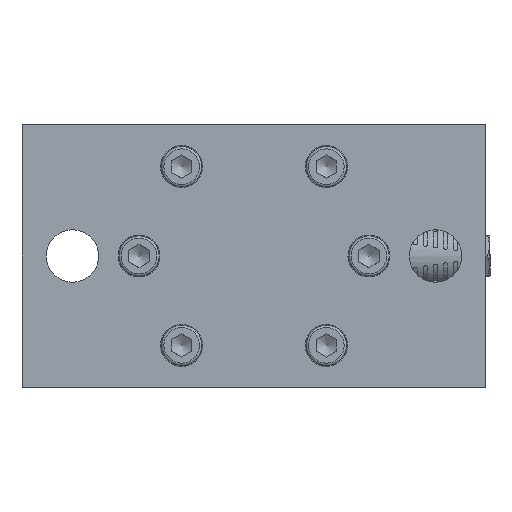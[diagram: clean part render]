
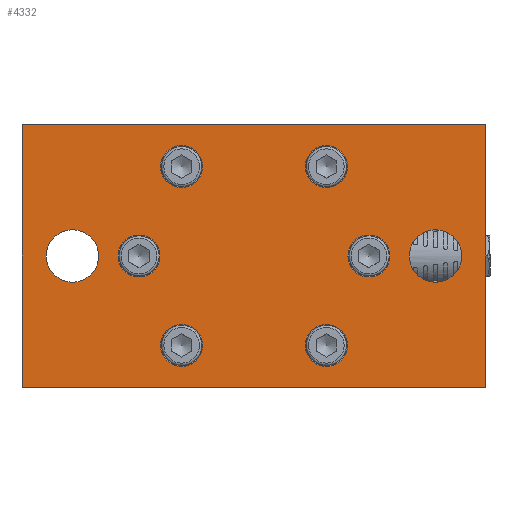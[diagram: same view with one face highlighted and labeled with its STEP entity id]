
A CAD part, left-side view. The second image highlights one B-rep face of the part: STEP entity #4332.
In plain terms, the highlighted face is planar.
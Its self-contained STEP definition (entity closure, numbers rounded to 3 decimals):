
#3416=CARTESIAN_POINT('',(-38.5,0.0,15.0));
#3417=VERTEX_POINT('',#3416);
#3418=CARTESIAN_POINT('',(-45.,0.0,15.0));
#3419=DIRECTION('',(0.0,0.0,-1.0));
#3420=DIRECTION('',(1.0,0.0,0.0));
#3421=AXIS2_PLACEMENT_3D('',#3418,#3419,#3420);
#3422=CIRCLE('',#3421,6.5);
#3423=EDGE_CURVE('',#3417,#3417,#3422,.T.);
#3465=CARTESIAN_POINT('',(51.5,0.,15.0));
#3466=VERTEX_POINT('',#3465);
#3467=CARTESIAN_POINT('',(45.,0.,15.0));
#3468=DIRECTION('',(0.0,0.0,-1.0));
#3469=DIRECTION('',(1.0,0.0,0.0));
#3470=AXIS2_PLACEMENT_3D('',#3467,#3468,#3469);
#3471=CIRCLE('',#3470,6.5);
#3472=EDGE_CURVE('',#3466,#3466,#3471,.T.);
#3531=CARTESIAN_POINT('',(-23.3,0.,15.0));
#3532=VERTEX_POINT('',#3531);
#3533=CARTESIAN_POINT('',(-28.5,0.,15.0));
#3534=DIRECTION('',(0.0,0.0,-1.0));
#3535=DIRECTION('',(1.0,0.0,0.0));
#3536=AXIS2_PLACEMENT_3D('',#3533,#3534,#3535);
#3537=CIRCLE('',#3536,5.2);
#3538=EDGE_CURVE('',#3532,#3532,#3537,.T.);
#3641=CARTESIAN_POINT('',(23.136,22.149,15.0));
#3642=VERTEX_POINT('',#3641);
#3643=CARTESIAN_POINT('',(17.936,22.149,15.0));
#3644=DIRECTION('',(0.0,0.0,-1.0));
#3645=DIRECTION('',(1.0,0.0,0.0));
#3646=AXIS2_PLACEMENT_3D('',#3643,#3644,#3645);
#3647=CIRCLE('',#3646,5.2);
#3648=EDGE_CURVE('',#3642,#3642,#3647,.T.);
#3751=CARTESIAN_POINT('',(-12.736,-22.149,15.0));
#3752=VERTEX_POINT('',#3751);
#3753=CARTESIAN_POINT('',(-17.936,-22.149,15.0));
#3754=DIRECTION('',(0.0,0.0,-1.0));
#3755=DIRECTION('',(1.0,0.0,0.0));
#3756=AXIS2_PLACEMENT_3D('',#3753,#3754,#3755);
#3757=CIRCLE('',#3756,5.2);
#3758=EDGE_CURVE('',#3752,#3752,#3757,.T.);
#3861=CARTESIAN_POINT('',(-12.736,22.149,15.0));
#3862=VERTEX_POINT('',#3861);
#3863=CARTESIAN_POINT('',(-17.936,22.149,15.0));
#3864=DIRECTION('',(0.0,0.0,-1.0));
#3865=DIRECTION('',(1.0,0.0,0.0));
#3866=AXIS2_PLACEMENT_3D('',#3863,#3864,#3865);
#3867=CIRCLE('',#3866,5.2);
#3868=EDGE_CURVE('',#3862,#3862,#3867,.T.);
#3971=CARTESIAN_POINT('',(23.136,-22.149,15.0));
#3972=VERTEX_POINT('',#3971);
#3973=CARTESIAN_POINT('',(17.936,-22.149,15.0));
#3974=DIRECTION('',(0.0,0.0,-1.0));
#3975=DIRECTION('',(1.0,0.0,0.0));
#3976=AXIS2_PLACEMENT_3D('',#3973,#3974,#3975);
#3977=CIRCLE('',#3976,5.2);
#3978=EDGE_CURVE('',#3972,#3972,#3977,.T.);
#4081=CARTESIAN_POINT('',(33.7,0.,15.0));
#4082=VERTEX_POINT('',#4081);
#4083=CARTESIAN_POINT('',(28.5,0.,15.0));
#4084=DIRECTION('',(0.0,0.0,-1.0));
#4085=DIRECTION('',(1.0,0.0,0.0));
#4086=AXIS2_PLACEMENT_3D('',#4083,#4084,#4085);
#4087=CIRCLE('',#4086,5.2);
#4088=EDGE_CURVE('',#4082,#4082,#4087,.T.);
#4142=CARTESIAN_POINT('',(-57.5,-32.5,15.0));
#4143=VERTEX_POINT('',#4142);
#4144=CARTESIAN_POINT('',(-57.5,32.5,15.0));
#4145=VERTEX_POINT('',#4144);
#4146=CARTESIAN_POINT('',(-57.5,-32.5,15.0));
#4147=DIRECTION('',(0.0,1.0,0.0));
#4148=VECTOR('',#4147,65.0);
#4149=LINE('',#4146,#4148);
#4150=EDGE_CURVE('',#4143,#4145,#4149,.T.);
#4182=CARTESIAN_POINT('',(57.5,32.5,15.0));
#4183=VERTEX_POINT('',#4182);
#4184=CARTESIAN_POINT('',(-57.5,32.5,15.0));
#4185=DIRECTION('',(1.0,0.0,0.0));
#4186=VECTOR('',#4185,115.0);
#4187=LINE('',#4184,#4186);
#4188=EDGE_CURVE('',#4145,#4183,#4187,.T.);
#4213=CARTESIAN_POINT('',(57.5,-32.5,15.0));
#4214=VERTEX_POINT('',#4213);
#4215=CARTESIAN_POINT('',(57.5,32.5,15.0));
#4216=DIRECTION('',(0.0,-1.0,0.0));
#4217=VECTOR('',#4216,65.0);
#4218=LINE('',#4215,#4217);
#4219=EDGE_CURVE('',#4183,#4214,#4218,.T.);
#4244=CARTESIAN_POINT('',(57.5,-32.5,15.0));
#4245=DIRECTION('',(-1.0,0.0,0.0));
#4246=VECTOR('',#4245,115.0);
#4247=LINE('',#4244,#4246);
#4248=EDGE_CURVE('',#4214,#4143,#4247,.T.);
#4297=CARTESIAN_POINT('',(0.,0.,15.0));
#4298=DIRECTION('',(0.0,0.0,1.0));
#4299=DIRECTION('',(1.0,0.0,0.0));
#4300=AXIS2_PLACEMENT_3D('',#4297,#4298,#4299);
#4301=PLANE('',#4300);
#4302=ORIENTED_EDGE('',*,*,#4150,.F.);
#4303=ORIENTED_EDGE('',*,*,#4248,.F.);
#4304=ORIENTED_EDGE('',*,*,#4219,.F.);
#4305=ORIENTED_EDGE('',*,*,#4188,.F.);
#4306=EDGE_LOOP('',(#4302,#4303,#4304,#4305));
#4307=FACE_OUTER_BOUND('',#4306,.T.);
#4308=ORIENTED_EDGE('',*,*,#3423,.T.);
#4309=EDGE_LOOP('',(#4308));
#4310=FACE_BOUND('',#4309,.T.);
#4311=ORIENTED_EDGE('',*,*,#3472,.T.);
#4312=EDGE_LOOP('',(#4311));
#4313=FACE_BOUND('',#4312,.T.);
#4314=ORIENTED_EDGE('',*,*,#3538,.T.);
#4315=EDGE_LOOP('',(#4314));
#4316=FACE_BOUND('',#4315,.T.);
#4317=ORIENTED_EDGE('',*,*,#3648,.T.);
#4318=EDGE_LOOP('',(#4317));
#4319=FACE_BOUND('',#4318,.T.);
#4320=ORIENTED_EDGE('',*,*,#3758,.T.);
#4321=EDGE_LOOP('',(#4320));
#4322=FACE_BOUND('',#4321,.T.);
#4323=ORIENTED_EDGE('',*,*,#3868,.T.);
#4324=EDGE_LOOP('',(#4323));
#4325=FACE_BOUND('',#4324,.T.);
#4326=ORIENTED_EDGE('',*,*,#3978,.T.);
#4327=EDGE_LOOP('',(#4326));
#4328=FACE_BOUND('',#4327,.T.);
#4329=ORIENTED_EDGE('',*,*,#4088,.T.);
#4330=EDGE_LOOP('',(#4329));
#4331=FACE_BOUND('',#4330,.T.);
#4332=ADVANCED_FACE('',(#4307,#4310,#4313,#4316,#4319,#4322,#4325,#4328,#4331),#4301,.T.);
